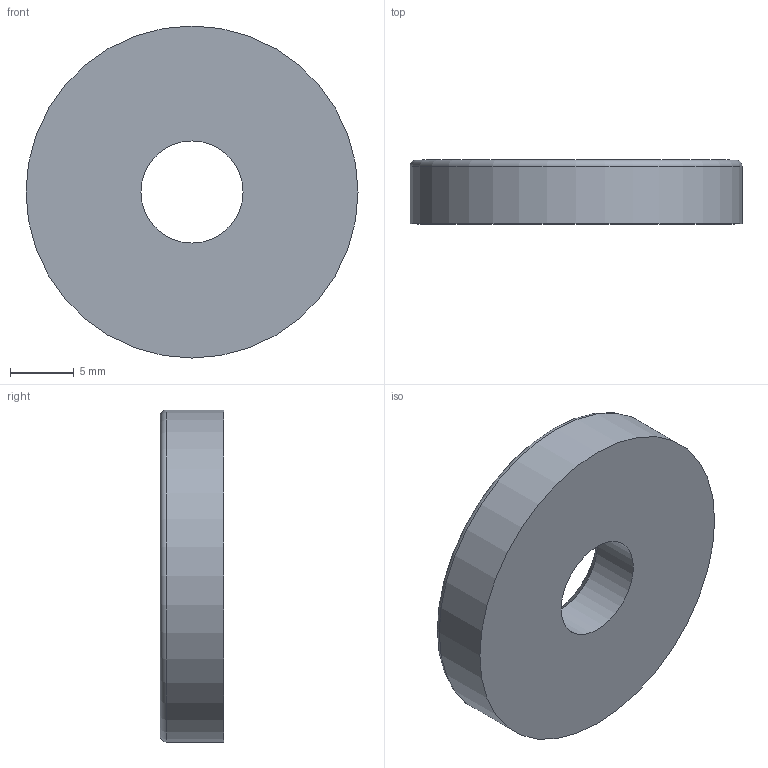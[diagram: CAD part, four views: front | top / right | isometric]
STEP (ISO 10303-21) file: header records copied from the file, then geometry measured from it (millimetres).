
FILE_DESCRIPTION (( 'STEP AP214' ), '1' );
FILE_NAME ('4. TOP Seal.STEP', '2025-01-22T14:11:34', ( '' ), ( '' ), 'SwSTEP 2.0', 'SolidWorks 2025', '' );
FILE_SCHEMA (( 'AUTOMOTIVE_DESIGN' ));
Length unit declared in the file: millimetre
Products named in the file (1): 4. TOP Seal
Bounding box: 26 x 5 x 26 mm (x, y, z)
Volume: 2385.4 mm3; surface area: 1464.3 mm2
Topology: 1 solids, 1 shells, 6 faces, 10 edges, 6 vertices
Faces by surface type: plane 2, cylinder 2, torus 1, cone 1
Full cylindrical faces by diameter (mm): 8 x1, 26 x1
Entity records: 151 total; most frequent: DIRECTION 26, CARTESIAN_POINT 19, AXIS2_PLACEMENT_3D 13, ORIENTED_EDGE 12, EDGE_LOOP 12, FACE_OUTER_BOUND 9, CIRCLE 6, EDGE_CURVE 6
